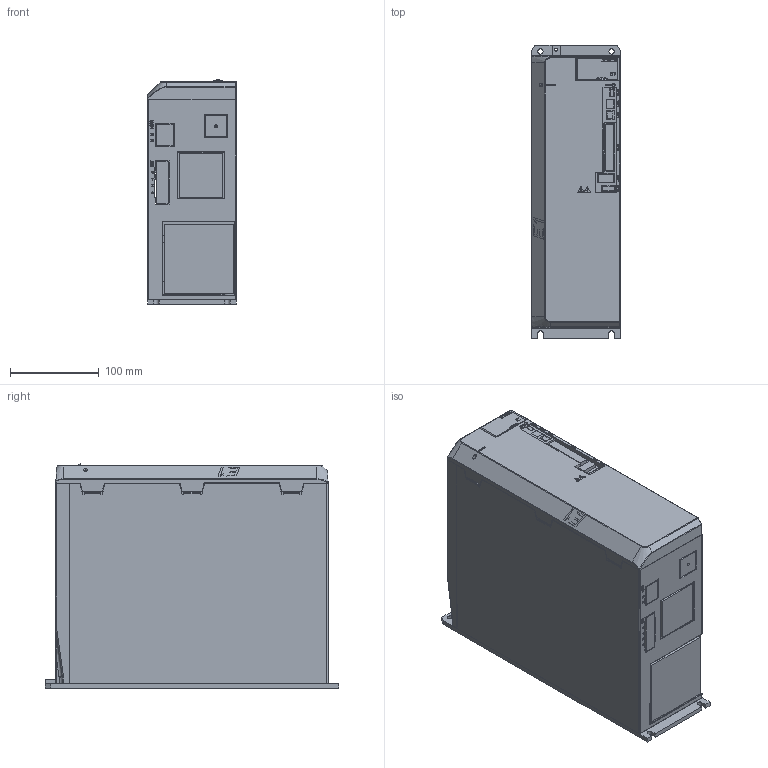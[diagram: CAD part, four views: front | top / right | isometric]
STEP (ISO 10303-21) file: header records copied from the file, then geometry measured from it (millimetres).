
FILE_DESCRIPTION (( 'STEP AP203' ), '1' );
FILE_NAME ('ED1S-xx-75xx-xx-xx 20211214.STEP', '2021-12-15T02:20:59', ( 'user' ), ( 'Hewlett-Packard Company' ), 'SwSTEP 2.0', 'SolidWorks 2015', '' );
FILE_SCHEMA (( 'CONFIG_CONTROL_DESIGN' ));
Length unit declared in the file: millimetre
Products named in the file (6): E1 400V 7.5 housing bottom 0.8 C-WEB_PRINT; ED1S-xx-75xx-xx-xx 20211214; E1 400V 7.5 heat sink C-WEB; D3-400W housing display cover P-2_print; E1 400V 7.5 housing top 0.8 C-WEB_PRINT; E1 400V 7.5 housing front stardand C-WEB_print
Assembly tree (5 placements, depth 2):
  ED1S-xx-75xx-xx-xx 20211214
    D3-400W housing display cover P-2_print
    E1 400V 7.5 heat sink C-WEB
    E1 400V 7.5 housing front stardand C-WEB_print
    E1 400V 7.5 housing bottom 0.8 C-WEB_PRINT
    E1 400V 7.5 housing top 0.8 C-WEB_PRINT
Bounding box: 100 x 330 x 252.25 mm (x, y, z)
Volume: 3548302.6 mm3; surface area: 704887.1 mm2
Topology: 16 solids, 16 shells, 1048 faces, 4007 edges, 3148 vertices
Faces by surface type: plane 811, cylinder 102, bspline 99, cone 16, torus 12, sphere 8
Entity records: 46051 total; most frequent: CARTESIAN_POINT 13086, ORIENTED_EDGE 8004, DIRECTION 4904, EDGE_CURVE 4002, VERTEX_POINT 3148, LINE 2584, VECTOR 2584, EDGE_LOOP 1252
